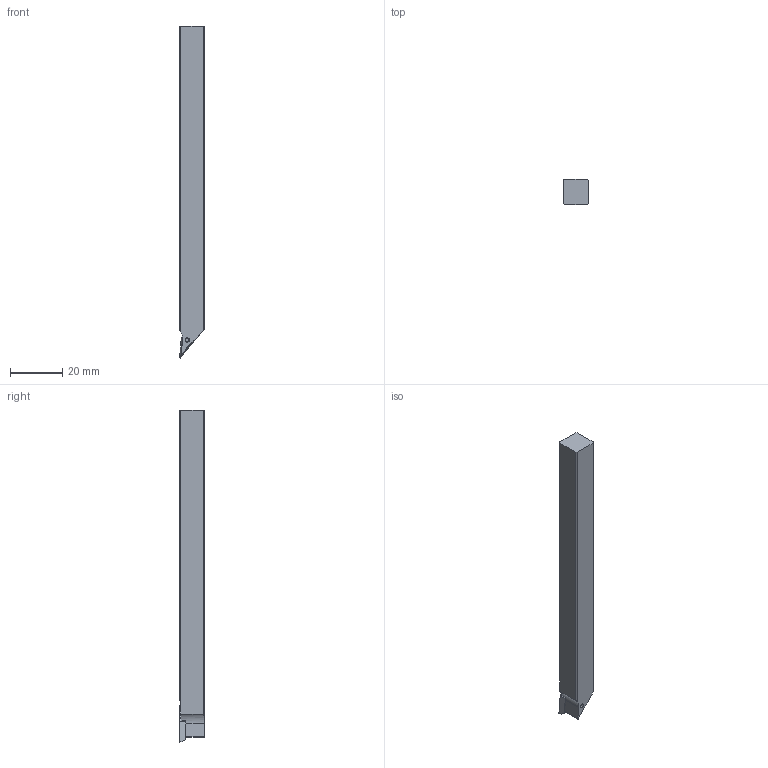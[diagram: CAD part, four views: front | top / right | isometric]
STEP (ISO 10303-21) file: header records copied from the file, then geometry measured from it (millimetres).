
FILE_DESCRIPTION(/* description */ (''),/* implementation_level */ '2;1');
FILE_NAME(/* name */ 'SVLPR-061_5SM_IR0_008.stp',/* time_stamp */ '2023-02-09T12:51:28+09:00',/* author */ (''),/* organization */ (''),/* preprocessor_version */ 'ST-DEVELOPER v16',/* originating_system */ 'SIEMENS PLM Software NX 10.0',/* authorisation */ '');
FILE_SCHEMA (('AUTOMOTIVE_DESIGN { 1 0 10303 214 3 1 1 1 }'));
Length unit declared in the file: millimetre
Products named in the file (1): SVLPR-061_5SM_IR0_008_ASM
Bounding box: 9.53 x 9.53 x 127 mm (x, y, z)
Volume: 10808.4 mm3; surface area: 4872 mm2
Topology: 2 solids, 2 shells, 84 faces, 245 edges, 174 vertices
Faces by surface type: cylinder 33, plane 31, cone 14, torus 4, sphere 2
Entity records: 3124 total; most frequent: CARTESIAN_POINT 752, DIRECTION 498, ORIENTED_EDGE 458, EDGE_CURVE 229, AXIS2_PLACEMENT_3D 189, VERTEX_POINT 153, LINE 120, VECTOR 120
